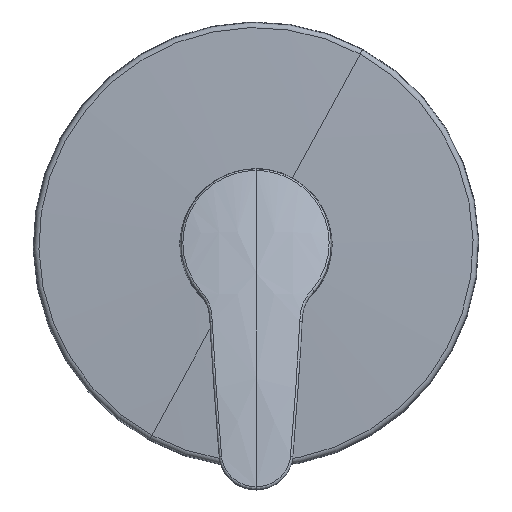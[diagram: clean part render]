
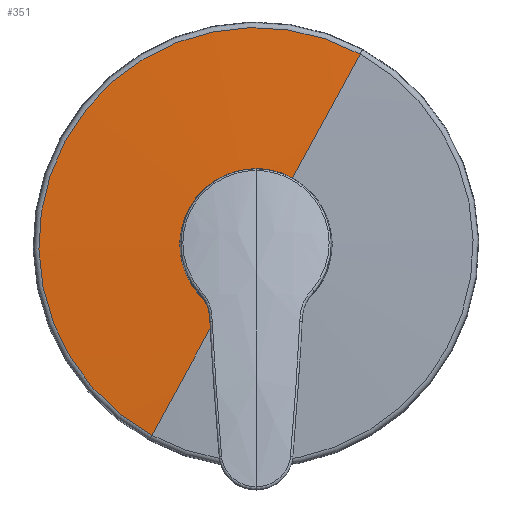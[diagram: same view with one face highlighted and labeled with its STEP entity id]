
A CAD part, top view. The second image highlights one B-rep face of the part: STEP entity #351.
In plain terms, the highlighted spherical face has radius 1892 mm.
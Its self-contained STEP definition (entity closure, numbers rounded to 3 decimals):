
#14 = EDGE_CURVE ( 'NONE', #6905, #3094, #4867, .T. ) ;
#66 = DIRECTION ( 'NONE',  ( 0., 0., -1. ) ) ;
#195 = DIRECTION ( 'NONE',  ( -0.479, -0.878, 0. ) ) ;
#250 = AXIS2_PLACEMENT_3D ( 'NONE', #4662, #4118, #195 ) ;
#351 = ADVANCED_FACE ( 'NONE', ( #3542 ), #736, .T. ) ;
#391 = CIRCLE ( 'NONE', #6418, 27.85 ) ;
#443 = DIRECTION ( 'NONE',  ( 0.479, 0.878, 0. ) ) ;
#736 = SPHERICAL_SURFACE ( 'NONE', #4298, 1892. ) ;
#961 = CARTESIAN_POINT ( 'NONE',  ( 13.352, 24.441, 13.795 ) ) ;
#1019 = ORIENTED_EDGE ( 'NONE', *, *, #4608, .F. ) ;
#1419 = EDGE_CURVE ( 'NONE', #6905, #5214, #391, .T. ) ;
#1520 = EDGE_CURVE ( 'NONE', #5214, #3101, #3301, .T. ) ;
#1527 = DIRECTION ( 'NONE',  ( 0., 0., 1. ) ) ;
#1592 = DIRECTION ( 'NONE',  ( 0.878, -0.479, 0. ) ) ;
#1617 = DIRECTION ( 'NONE',  ( 0.479, 0.878, 0. ) ) ;
#1647 = AXIS2_PLACEMENT_3D ( 'NONE', #6304, #66, #5166 ) ;
#1738 = CIRCLE ( 'NONE', #1647, 82.834 ) ;
#2088 = DIRECTION ( 'NONE',  ( -1., 0., 0. ) ) ;
#2647 = DIRECTION ( 'NONE',  ( 0.878, -0.479, 0. ) ) ;
#2741 = ORIENTED_EDGE ( 'NONE', *, *, #14, .T. ) ;
#3094 = VERTEX_POINT ( 'NONE', #6035 ) ;
#3101 = VERTEX_POINT ( 'NONE', #6822 ) ;
#3301 = CIRCLE ( 'NONE', #6198, 1892. ) ;
#3542 = FACE_OUTER_BOUND ( 'NONE', #3621, .T. ) ;
#3621 = EDGE_LOOP ( 'NONE', ( #4450, #5482, #2741, #1019 ) ) ;
#4118 = DIRECTION ( 'NONE',  ( -0.878, 0.479, 0. ) ) ;
#4298 = AXIS2_PLACEMENT_3D ( 'NONE', #5948, #2647, #443 ) ;
#4450 = ORIENTED_EDGE ( 'NONE', *, *, #1520, .F. ) ;
#4608 = EDGE_CURVE ( 'NONE', #3101, #3094, #1738, .T. ) ;
#4662 = CARTESIAN_POINT ( 'NONE',  ( 0., 0., -1878. ) ) ;
#4867 = CIRCLE ( 'NONE', #250, 1892. ) ;
#4885 = CARTESIAN_POINT ( 'NONE',  ( 0., 0., 13.795 ) ) ;
#5166 = DIRECTION ( 'NONE',  ( 1., 0., 0. ) ) ;
#5214 = VERTEX_POINT ( 'NONE', #7138 ) ;
#5482 = ORIENTED_EDGE ( 'NONE', *, *, #1419, .F. ) ;
#5948 = CARTESIAN_POINT ( 'NONE',  ( 0., 0., -1878. ) ) ;
#6035 = CARTESIAN_POINT ( 'NONE',  ( 39.713, 72.693, 12.186 ) ) ;
#6198 = AXIS2_PLACEMENT_3D ( 'NONE', #7183, #1592, #1617 ) ;
#6304 = CARTESIAN_POINT ( 'NONE',  ( 0., 0., 12.186 ) ) ;
#6418 = AXIS2_PLACEMENT_3D ( 'NONE', #4885, #1527, #2088 ) ;
#6822 = CARTESIAN_POINT ( 'NONE',  ( -39.713, -72.693, 12.186 ) ) ;
#6905 = VERTEX_POINT ( 'NONE', #961 ) ;
#7138 = CARTESIAN_POINT ( 'NONE',  ( -13.352, -24.441, 13.795 ) ) ;
#7183 = CARTESIAN_POINT ( 'NONE',  ( 0., 0., -1878. ) ) ;
